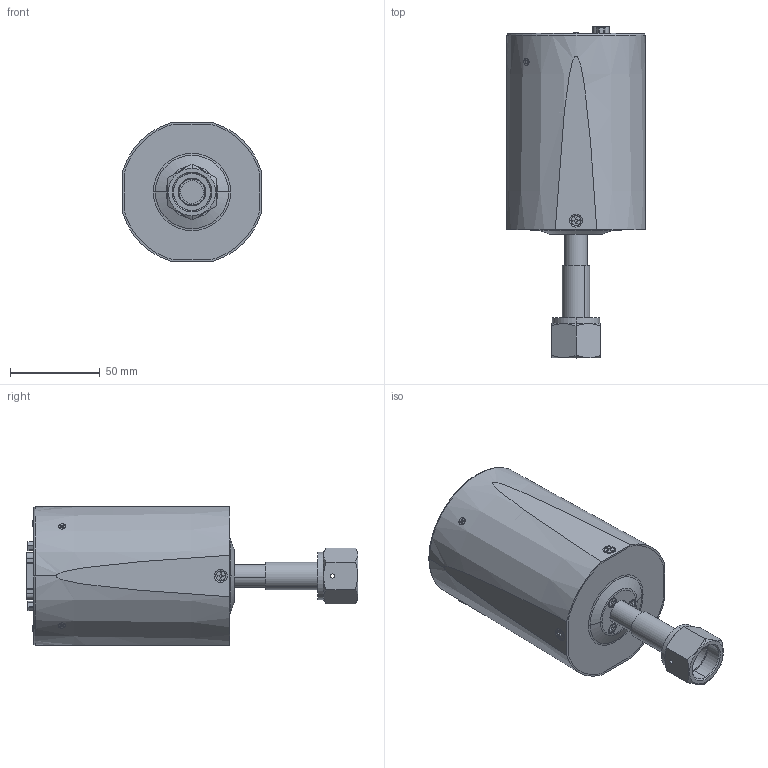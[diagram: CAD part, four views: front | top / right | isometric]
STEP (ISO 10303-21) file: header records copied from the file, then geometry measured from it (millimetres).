
FILE_DESCRIPTION (( 'STEP AP203' ), '1' );
FILE_NAME ('CMX-0-XXX-2-4.STEP', '2017-09-28T20:16:09', ( 'mrutkowski' ), ( 'Hewlett-Packard Company' ), 'SwSTEP 2.0', 'SolidWorks 2017', '' );
FILE_SCHEMA (( 'CONFIG_CONTROL_DESIGN' ));
Length unit declared in the file: inch
Products named in the file (1): CMX-0-XXX-2-4
Bounding box: 77.44 x 184.95 x 77.44 mm (x, y, z)
Surface area: 54950.4 mm2 (no closed solid volume)
Topology: 0 solids, 109 shells, 548 faces, 2701 edges, 2255 vertices
Faces by surface type: plane 332, cylinder 118, cone 57, torus 32, bspline 5, sphere 4
Entity records: 29914 total; most frequent: CARTESIAN_POINT 9228, DIRECTION 3980, ORIENTED_EDGE 3606, EDGE_CURVE 2697, VERTEX_POINT 2255, VECTOR 1740, LINE 1740, AXIS2_PLACEMENT_3D 1120
